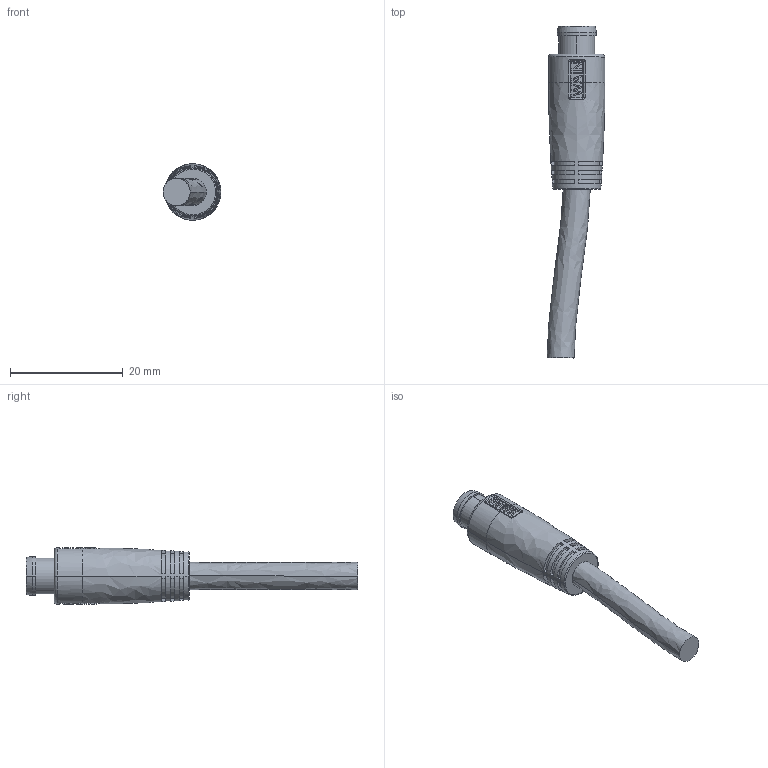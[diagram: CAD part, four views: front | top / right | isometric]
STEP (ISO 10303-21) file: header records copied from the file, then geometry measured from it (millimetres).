
FILE_DESCRIPTION((''),'2;1');
FILE_NAME('M8-M05B-T_SW0001','2024-03-18T',('13288'),(''),'PRO/ENGINEER BY PARAMETRIC TECHNOLOGY CORPORATION, 2012480','PRO/ENGINEER BY PARAMETRIC TECHNOLOGY CORPORATION, 2012480','');
FILE_SCHEMA(('CONFIG_CONTROL_DESIGN'));
Length unit declared in the file: inch
Products named in the file (1): M8-M05B-T_SW0001
Bounding box: 10.26 x 58.91 x 10 mm (x, y, z)
Volume: 2311 mm3; surface area: 1870.3 mm2
Topology: 1 solids, 1 shells, 266 faces, 666 edges, 415 vertices
Faces by surface type: plane 134, cylinder 46, bspline 42, cone 22, torus 12, sphere 10
Entity records: 9539 total; most frequent: CARTESIAN_POINT 3428, ORIENTED_EDGE 1312, DIRECTION 1218, EDGE_CURVE 656, AXIS2_PLACEMENT_3D 483, VERTEX_POINT 415, EDGE_LOOP 289, FACE_OUTER_BOUND 266
